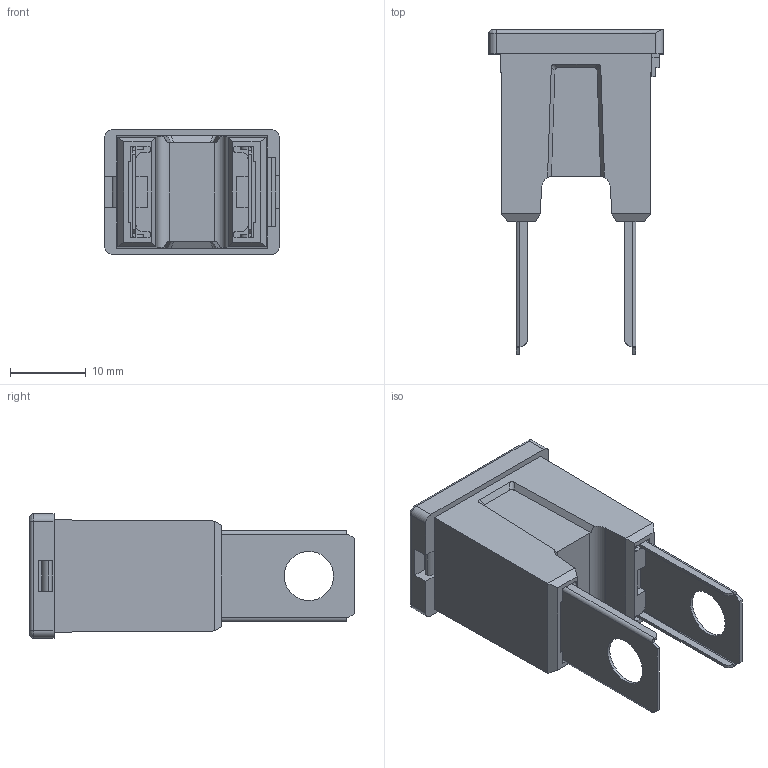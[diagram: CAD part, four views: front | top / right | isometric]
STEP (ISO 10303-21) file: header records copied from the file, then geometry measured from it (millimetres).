
FILE_DESCRIPTION(/* description */ (''),/* implementation_level */ '2;1');
FILE_NAME(/* name */ 'PAL FUSE 32V DC 294C SERIES 0294000.MXJ-C.stp',/* time_stamp */ '2023-01-27T12:25:49-06:00',/* author */ (''),/* organization */ (''),/* preprocessor_version */ 'ST-DEVELOPER v18.1',/* originating_system */ 'SIEMENS PLM Software NX 1957',/* authorisation */ '');
FILE_SCHEMA (('AUTOMOTIVE_DESIGN { 1 0 10303 214 3 1 1 1 }'));
Length unit declared in the file: millimetre
Products named in the file (1): OPLa3C3C225425iz
Bounding box: 23 x 42.81 x 16.4 mm (x, y, z)
Volume: 6746.1 mm3; surface area: 3666.7 mm2
Topology: 1 solids, 1 shells, 203 faces, 539 edges, 344 vertices
Faces by surface type: plane 149, cylinder 48, cone 4, bspline 2
Full cylindrical faces by diameter (mm): 6.5 x2
Entity records: 6289 total; most frequent: CARTESIAN_POINT 1141, ORIENTED_EDGE 1070, DIRECTION 1035, EDGE_CURVE 535, LINE 423, VECTOR 423, VERTEX_POINT 342, AXIS2_PLACEMENT_3D 306
